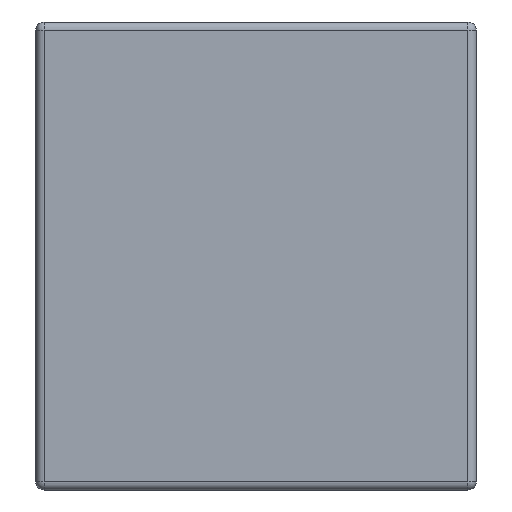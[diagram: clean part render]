
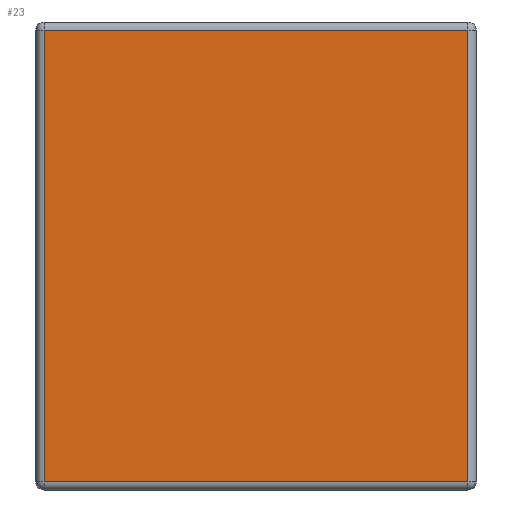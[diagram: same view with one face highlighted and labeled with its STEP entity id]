
A CAD part, left-side view. The second image highlights one B-rep face of the part: STEP entity #23.
In plain terms, the highlighted planar face has unit normal (-1, 0, 0).
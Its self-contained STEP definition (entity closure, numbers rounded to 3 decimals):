
#14 = VERTEX_POINT ( 'NONE', #392 ) ;
#15 = ORIENTED_EDGE ( 'NONE', *, *, #20, .T. ) ;
#16 = EDGE_LOOP ( 'NONE', ( #15, #58, #57, #53 ) ) ;
#20 = EDGE_CURVE ( 'NONE', #22, #14, #399, .T. ) ;
#22 = VERTEX_POINT ( 'NONE', #469 ) ;
#23 = ADVANCED_FACE ( 'NONE', ( #468 ), #467, .T. ) ;
#51 = VERTEX_POINT ( 'NONE', #489 ) ;
#53 = ORIENTED_EDGE ( 'NONE', *, *, #54, .T. ) ;
#54 = EDGE_CURVE ( 'NONE', #51, #22, #534, .T. ) ;
#56 = EDGE_CURVE ( 'NONE', #14, #145, #531, .T. ) ;
#57 = ORIENTED_EDGE ( 'NONE', *, *, #133, .T. ) ;
#58 = ORIENTED_EDGE ( 'NONE', *, *, #56, .T. ) ;
#133 = EDGE_CURVE ( 'NONE', #145, #51, #778, .T. ) ;
#145 = VERTEX_POINT ( 'NONE', #688 ) ;
#392 = CARTESIAN_POINT ( 'NONE',  ( 0., 0.03, -1.67 ) ) ;
#398 = CARTESIAN_POINT ( 'NONE',  ( 0., 0., -1.67 ) ) ;
#399 = LINE ( 'NONE', #398, #441 ) ;
#421 = DIRECTION ( 'NONE',  ( 0., 0., 1. ) ) ;
#422 = DIRECTION ( 'NONE',  ( -1., 0., 0. ) ) ;
#423 = AXIS2_PLACEMENT_3D ( 'NONE', #466, #422, #421 ) ;
#440 = DIRECTION ( 'NONE',  ( 0., -1., 0. ) ) ;
#441 = VECTOR ( 'NONE', #440, 1000. ) ;
#466 = CARTESIAN_POINT ( 'NONE',  ( 0., 1.6, 0. ) ) ;
#467 = PLANE ( 'NONE',  #423 ) ;
#468 = FACE_OUTER_BOUND ( 'NONE', #16, .T. ) ;
#469 = CARTESIAN_POINT ( 'NONE',  ( 0., 1.57, -1.67 ) ) ;
#489 = CARTESIAN_POINT ( 'NONE',  ( 0., 1.57, -0.03 ) ) ;
#528 = DIRECTION ( 'NONE',  ( 0., 0., 1. ) ) ;
#529 = VECTOR ( 'NONE', #528, 1000. ) ;
#530 = CARTESIAN_POINT ( 'NONE',  ( 0., 0.03, 0. ) ) ;
#531 = LINE ( 'NONE', #530, #529 ) ;
#532 = VECTOR ( 'NONE', #623, 1000. ) ;
#533 = CARTESIAN_POINT ( 'NONE',  ( 0., 1.57, -1.7 ) ) ;
#534 = LINE ( 'NONE', #533, #532 ) ;
#623 = DIRECTION ( 'NONE',  ( 0., 0., -1. ) ) ;
#688 = CARTESIAN_POINT ( 'NONE',  ( 0., 0.03, -0.03 ) ) ;
#764 = DIRECTION ( 'NONE',  ( 0., 1., 0. ) ) ;
#765 = VECTOR ( 'NONE', #764, 1000. ) ;
#777 = CARTESIAN_POINT ( 'NONE',  ( 0., 1.6, -0.03 ) ) ;
#778 = LINE ( 'NONE', #777, #765 ) ;
